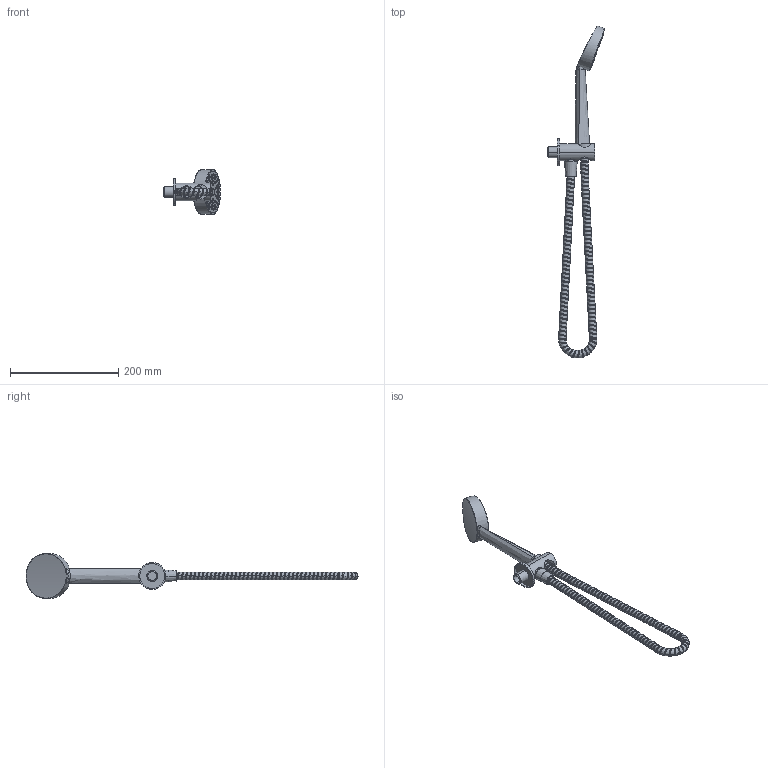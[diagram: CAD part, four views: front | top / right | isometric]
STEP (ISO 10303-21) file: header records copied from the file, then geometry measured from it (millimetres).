
FILE_DESCRIPTION (( 'STEP AP214' ), '1' );
FILE_NAME ('BLK.0021 3D.STEP', '2023-04-20T15:33:28', ( '' ), ( '' ), 'SwSTEP 2.0', 'SolidWorks 2022', '' );
FILE_SCHEMA (( 'AUTOMOTIVE_DESIGN' ));
Length unit declared in the file: millimetre
Products named in the file (5): 0460.000.00; suporte; espelho suporte; BLK.0021 3D; bicha 2
Assembly tree (4 placements, depth 2):
  BLK.0021 3D
    bicha 2
    0460.000.00
    espelho suporte
    suporte
Bounding box: 105.27 x 613.1 x 83 mm (x, y, z)
Volume: 335660.4 mm3; surface area: 87415.8 mm2
Topology: 4 solids, 5 shells, 693 faces, 1625 edges, 1075 vertices
Faces by surface type: cylinder 293, bspline 245, plane 147, cone 6, torus 2
Entity records: 149582 total; most frequent: CARTESIAN_POINT 135271, ORIENTED_EDGE 3250, DIRECTION 2402, EDGE_CURVE 1625, VERTEX_POINT 1075, AXIS2_PLACEMENT_3D 1050, EDGE_LOOP 828, FACE_OUTER_BOUND 693
